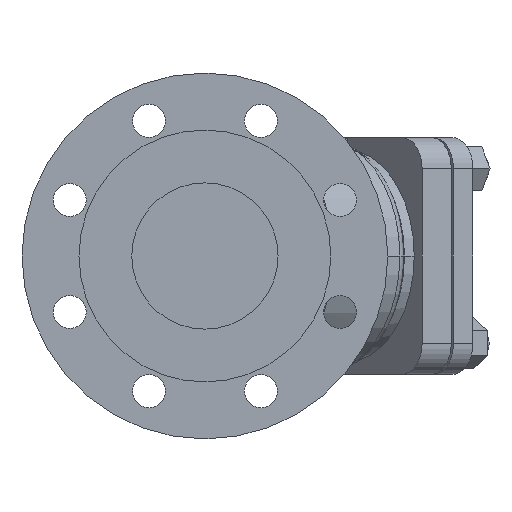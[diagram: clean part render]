
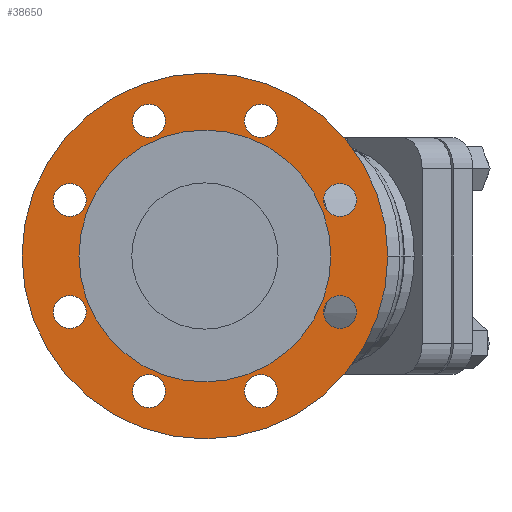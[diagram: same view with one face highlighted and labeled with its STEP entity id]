
A CAD part, left-side view. The second image highlights one B-rep face of the part: STEP entity #38650.
In plain terms, the highlighted planar face has unit normal (-1, 0, 0).
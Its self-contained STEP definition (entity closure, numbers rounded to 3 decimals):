
#4900=CARTESIAN_POINT('',(12.145,0.,0.));
#4910=DIRECTION('',(1.,0.,0.));
#4920=DIRECTION('',(0.,1.,0.));
#4930=AXIS2_PLACEMENT_3D('',#4900,#4910,#4920);
#4940=CYLINDRICAL_SURFACE('',#4930,68.875);
#5010=CARTESIAN_POINT('',(3.76,-68.875,0.)
);
#5020=VERTEX_POINT('',#5010);
#5200=CARTESIAN_POINT('',(3.76,68.875,0.)
);
#5210=VERTEX_POINT('',#5200);
#5250=CARTESIAN_POINT('',(3.76,0.,0.));
#5260=DIRECTION('',(-1.,0.,0.));
#5270=DIRECTION('',(0.,1.,0.));
#5280=AXIS2_PLACEMENT_3D('',#5250,#5260,#5270);
#5290=CIRCLE('',#5280,68.875);
#5300=CARTESIAN_POINT('',(3.76,0.,0.));
#5310=DIRECTION('',(1.,0.,0.));
#5320=DIRECTION('',(0.,0.,-1.));
#5330=AXIS2_PLACEMENT_3D('',#5300,#5310,#5320);
#5340=PLANE('',#5330);
#5350=SURFACE_CURVE('',#5290,(#5340,#4940),.CURVE_3D.);
#5360=EDGE_CURVE('',#5020,#5210,#5350,.T.);
#7340=CARTESIAN_POINT('',(24.29,0.,0.));
#7350=DIRECTION('',(1.,0.,0.));
#7360=DIRECTION('',(0.,0.,-1.));
#7370=AXIS2_PLACEMENT_3D('',#7340,#7350,#7360);
#7380=CYLINDRICAL_SURFACE('',#7370,100.);
#7430=CARTESIAN_POINT('',(3.76,0.,100.));
#7440=VERTEX_POINT('',#7430);
#7500=CARTESIAN_POINT('',(3.76,0.,0.));
#7510=DIRECTION('',(1.,0.,0.));
#7520=DIRECTION('',(0.,0.,-1.));
#7530=AXIS2_PLACEMENT_3D('',#7500,#7510,#7520);
#7540=CIRCLE('',#7530,100.);
#7550=CARTESIAN_POINT('',(3.76,0.,-100.));
#7560=VERTEX_POINT('',#7550);
#7570=SURFACE_CURVE('',#7540,(#7380,#5340),.CURVE_3D.);
#7580=EDGE_CURVE('',#7560,#7440,#7570,.T.);
#7800=CARTESIAN_POINT('',(24.29,30.615,-73.91));
#7810=DIRECTION('',(1.,0.,0.));
#7820=DIRECTION('',(0.,0.,-1.));
#7830=AXIS2_PLACEMENT_3D('',#7800,#7810,#7820);
#7840=CYLINDRICAL_SURFACE('',#7830,9.);
#7890=CARTESIAN_POINT('',(3.76,30.615,
-64.91));
#7900=VERTEX_POINT('',#7890);
#8100=CARTESIAN_POINT('',(3.76,30.615,
-82.91));
#8110=VERTEX_POINT('',#8100);
#8150=CARTESIAN_POINT('',(3.76,30.615,
-73.91));
#8160=DIRECTION('',(-1.,0.,0.));
#8170=DIRECTION('',(0.,0.,-1.));
#8180=AXIS2_PLACEMENT_3D('',#8150,#8160,#8170);
#8190=CIRCLE('',#8180,9.);
#8200=SURFACE_CURVE('',#8190,(#7840,#5340),.CURVE_3D.);
#8210=EDGE_CURVE('',#7900,#8110,#8200,.T.);
#8260=CARTESIAN_POINT('',(24.29,-30.615,-73.91));
#8270=DIRECTION('',(1.,0.,0.));
#8280=DIRECTION('',(0.,0.,-1.));
#8290=AXIS2_PLACEMENT_3D('',#8260,#8270,#8280);
#8300=CYLINDRICAL_SURFACE('',#8290,9.);
#8350=CARTESIAN_POINT('',(3.76,-30.615,
-82.91));
#8360=VERTEX_POINT('',#8350);
#8560=CARTESIAN_POINT('',(3.76,-30.615,
-64.91));
#8570=VERTEX_POINT('',#8560);
#8610=CARTESIAN_POINT('',(3.76,-30.615,
-73.91));
#8620=DIRECTION('',(-1.,0.,0.));
#8630=DIRECTION('',(0.,0.,-1.));
#8640=AXIS2_PLACEMENT_3D('',#8610,#8620,#8630);
#8650=CIRCLE('',#8640,9.);
#8660=SURFACE_CURVE('',#8650,(#8300,#5340),.CURVE_3D.);
#8670=EDGE_CURVE('',#8360,#8570,#8660,.T.);
#8720=CARTESIAN_POINT('',(24.29,73.91,-30.615));
#8730=DIRECTION('',(1.,0.,0.));
#8740=DIRECTION('',(0.,0.,-1.));
#8750=AXIS2_PLACEMENT_3D('',#8720,#8730,#8740);
#8760=CYLINDRICAL_SURFACE('',#8750,9.);
#8810=CARTESIAN_POINT('',(3.76,73.91,
-21.615));
#8820=VERTEX_POINT('',#8810);
#9020=CARTESIAN_POINT('',(3.76,73.91,
-39.615));
#9030=VERTEX_POINT('',#9020);
#9070=CARTESIAN_POINT('',(3.76,73.91,
-30.615));
#9080=DIRECTION('',(-1.,0.,0.));
#9090=DIRECTION('',(0.,0.,-1.));
#9100=AXIS2_PLACEMENT_3D('',#9070,#9080,#9090);
#9110=CIRCLE('',#9100,9.);
#9120=SURFACE_CURVE('',#9110,(#8760,#5340),.CURVE_3D.);
#9130=EDGE_CURVE('',#8820,#9030,#9120,.T.);
#9180=CARTESIAN_POINT('',(24.29,-73.91,-30.615));
#9190=DIRECTION('',(1.,0.,0.));
#9200=DIRECTION('',(0.,0.,-1.));
#9210=AXIS2_PLACEMENT_3D('',#9180,#9190,#9200);
#9220=CYLINDRICAL_SURFACE('',#9210,9.);
#9270=CARTESIAN_POINT('',(3.76,-73.91,
-39.615));
#9280=VERTEX_POINT('',#9270);
#9480=CARTESIAN_POINT('',(3.76,-73.91,
-21.615));
#9490=VERTEX_POINT('',#9480);
#9530=CARTESIAN_POINT('',(3.76,-73.91,
-30.615));
#9540=DIRECTION('',(-1.,0.,0.));
#9550=DIRECTION('',(0.,0.,-1.));
#9560=AXIS2_PLACEMENT_3D('',#9530,#9540,#9550);
#9570=CIRCLE('',#9560,9.);
#9580=SURFACE_CURVE('',#9570,(#9220,#5340),.CURVE_3D.);
#9590=EDGE_CURVE('',#9280,#9490,#9580,.T.);
#9640=CARTESIAN_POINT('',(24.29,73.91,30.615));
#9650=DIRECTION('',(1.,0.,0.));
#9660=DIRECTION('',(0.,0.,-1.));
#9670=AXIS2_PLACEMENT_3D('',#9640,#9650,#9660);
#9680=CYLINDRICAL_SURFACE('',#9670,9.);
#9730=CARTESIAN_POINT('',(3.76,73.91,
39.615));
#9740=VERTEX_POINT('',#9730);
#9940=CARTESIAN_POINT('',(3.76,73.91,
21.615));
#9950=VERTEX_POINT('',#9940);
#9990=CARTESIAN_POINT('',(3.76,73.91,
30.615));
#10000=DIRECTION('',(-1.,0.,0.));
#10010=DIRECTION('',(0.,0.,-1.));
#10020=AXIS2_PLACEMENT_3D('',#9990,#10000,#10010);
#10030=CIRCLE('',#10020,9.);
#10040=SURFACE_CURVE('',#10030,(#9680,#5340),.CURVE_3D.);
#10050=EDGE_CURVE('',#9740,#9950,#10040,.T.);
#10100=CARTESIAN_POINT('',(24.29,-73.91,30.615));
#10110=DIRECTION('',(1.,0.,0.));
#10120=DIRECTION('',(0.,0.,-1.));
#10130=AXIS2_PLACEMENT_3D('',#10100,#10110,#10120);
#10140=CYLINDRICAL_SURFACE('',#10130,9.);
#10190=CARTESIAN_POINT('',(3.76,-73.91,
39.615));
#10200=VERTEX_POINT('',#10190);
#10260=CARTESIAN_POINT('',(3.76,-73.91,
30.615));
#10270=DIRECTION('',(-1.,0.,0.));
#10280=DIRECTION('',(0.,0.,-1.));
#10290=AXIS2_PLACEMENT_3D('',#10260,#10270,#10280);
#10300=CIRCLE('',#10290,9.);
#10310=CARTESIAN_POINT('',(3.76,-73.91,
21.615));
#10320=VERTEX_POINT('',#10310);
#10330=SURFACE_CURVE('',#10300,(#10140,#5340),.CURVE_3D.);
#10340=EDGE_CURVE('',#10320,#10200,#10330,.T.);
#10560=CARTESIAN_POINT('',(24.29,30.615,73.91));
#10570=DIRECTION('',(1.,0.,0.));
#10580=DIRECTION('',(0.,0.,-1.));
#10590=AXIS2_PLACEMENT_3D('',#10560,#10570,#10580);
#10600=CYLINDRICAL_SURFACE('',#10590,9.);
#10650=CARTESIAN_POINT('',(3.76,30.615,
82.91));
#10660=VERTEX_POINT('',#10650);
#10860=CARTESIAN_POINT('',(3.76,30.615,
64.91));
#10870=VERTEX_POINT('',#10860);
#10910=CARTESIAN_POINT('',(3.76,30.615,
73.91));
#10920=DIRECTION('',(-1.,0.,0.));
#10930=DIRECTION('',(0.,0.,-1.));
#10940=AXIS2_PLACEMENT_3D('',#10910,#10920,#10930);
#10950=CIRCLE('',#10940,9.);
#10960=SURFACE_CURVE('',#10950,(#10600,#5340),.CURVE_3D.);
#10970=EDGE_CURVE('',#10660,#10870,#10960,.T.);
#11020=CARTESIAN_POINT('',(24.29,-30.615,73.91));
#11030=DIRECTION('',(1.,0.,0.));
#11040=DIRECTION('',(0.,0.,-1.));
#11050=AXIS2_PLACEMENT_3D('',#11020,#11030,#11040);
#11060=CYLINDRICAL_SURFACE('',#11050,9.);
#11110=CARTESIAN_POINT('',(3.76,-30.615,
64.91));
#11120=VERTEX_POINT('',#11110);
#11320=CARTESIAN_POINT('',(3.76,-30.615,
82.91));
#11330=VERTEX_POINT('',#11320);
#11370=CARTESIAN_POINT('',(3.76,-30.615,
73.91));
#11380=DIRECTION('',(-1.,0.,0.));
#11390=DIRECTION('',(0.,0.,-1.));
#11400=AXIS2_PLACEMENT_3D('',#11370,#11380,#11390);
#11410=CIRCLE('',#11400,9.);
#11420=SURFACE_CURVE('',#11410,(#11060,#5340),.CURVE_3D.);
#11430=EDGE_CURVE('',#11120,#11330,#11420,.T.);
#38050=SURFACE_CURVE('',#11410,(#11060,#5340),.CURVE_3D.);
#38060=EDGE_CURVE('',#11330,#11120,#38050,.T.);
#38070=ORIENTED_EDGE('',*,*,#38060,.F.);
#38080=ORIENTED_EDGE('',*,*,#11430,.F.);
#38090=EDGE_LOOP('',(#38080,#38070));
#38100=FACE_BOUND('',#38090,.T.);
#38110=SURFACE_CURVE('',#10950,(#10600,#5340),.CURVE_3D.);
#38120=EDGE_CURVE('',#10870,#10660,#38110,.T.);
#38130=ORIENTED_EDGE('',*,*,#38120,.F.);
#38140=ORIENTED_EDGE('',*,*,#10970,.F.);
#38150=EDGE_LOOP('',(#38140,#38130));
#38160=FACE_BOUND('',#38150,.T.);
#38170=SURFACE_CURVE('',#10300,(#10140,#5340),.CURVE_3D.);
#38180=EDGE_CURVE('',#10200,#10320,#38170,.T.);
#38190=ORIENTED_EDGE('',*,*,#38180,.F.);
#38200=ORIENTED_EDGE('',*,*,#10340,.F.);
#38210=EDGE_LOOP('',(#38200,#38190));
#38220=FACE_BOUND('',#38210,.T.);
#38230=SURFACE_CURVE('',#10030,(#9680,#5340),.CURVE_3D.);
#38240=EDGE_CURVE('',#9950,#9740,#38230,.T.);
#38250=ORIENTED_EDGE('',*,*,#38240,.F.);
#38260=ORIENTED_EDGE('',*,*,#10050,.F.);
#38270=EDGE_LOOP('',(#38260,#38250));
#38280=FACE_BOUND('',#38270,.T.);
#38290=SURFACE_CURVE('',#9570,(#9220,#5340),.CURVE_3D.);
#38300=EDGE_CURVE('',#9490,#9280,#38290,.T.);
#38310=ORIENTED_EDGE('',*,*,#38300,.F.);
#38320=ORIENTED_EDGE('',*,*,#9590,.F.);
#38330=EDGE_LOOP('',(#38320,#38310));
#38340=FACE_BOUND('',#38330,.T.);
#38350=SURFACE_CURVE('',#9110,(#8760,#5340),.CURVE_3D.);
#38360=EDGE_CURVE('',#9030,#8820,#38350,.T.);
#38370=ORIENTED_EDGE('',*,*,#38360,.F.);
#38380=ORIENTED_EDGE('',*,*,#9130,.F.);
#38390=EDGE_LOOP('',(#38380,#38370));
#38400=FACE_BOUND('',#38390,.T.);
#38410=SURFACE_CURVE('',#8650,(#8300,#5340),.CURVE_3D.);
#38420=EDGE_CURVE('',#8570,#8360,#38410,.T.);
#38430=ORIENTED_EDGE('',*,*,#38420,.F.);
#38440=ORIENTED_EDGE('',*,*,#8670,.F.);
#38450=EDGE_LOOP('',(#38440,#38430));
#38460=FACE_BOUND('',#38450,.T.);
#38470=SURFACE_CURVE('',#8190,(#7840,#5340),.CURVE_3D.);
#38480=EDGE_CURVE('',#8110,#7900,#38470,.T.);
#38490=ORIENTED_EDGE('',*,*,#38480,.F.);
#38500=ORIENTED_EDGE('',*,*,#8210,.F.);
#38510=EDGE_LOOP('',(#38500,#38490));
#38520=FACE_BOUND('',#38510,.T.);
#38530=ORIENTED_EDGE('',*,*,#7580,.F.);
#38540=SURFACE_CURVE('',#7540,(#7380,#5340),.CURVE_3D.);
#38550=EDGE_CURVE('',#7440,#7560,#38540,.T.);
#38560=ORIENTED_EDGE('',*,*,#38550,.F.);
#38570=EDGE_LOOP('',(#38560,#38530));
#38580=FACE_OUTER_BOUND('',#38570,.T.);
#38590=SURFACE_CURVE('',#5290,(#5340,#4940),.CURVE_3D.);
#38600=EDGE_CURVE('',#5210,#5020,#38590,.T.);
#38610=ORIENTED_EDGE('',*,*,#38600,.F.);
#38620=ORIENTED_EDGE('',*,*,#5360,.F.);
#38630=EDGE_LOOP('',(#38620,#38610));
#38640=FACE_BOUND('',#38630,.T.);
#38650=ADVANCED_FACE('',(#38100,#38160,#38220,#38280,#38340,#38400,
#38460,#38520,#38580,#38640),#5340,.F.);
